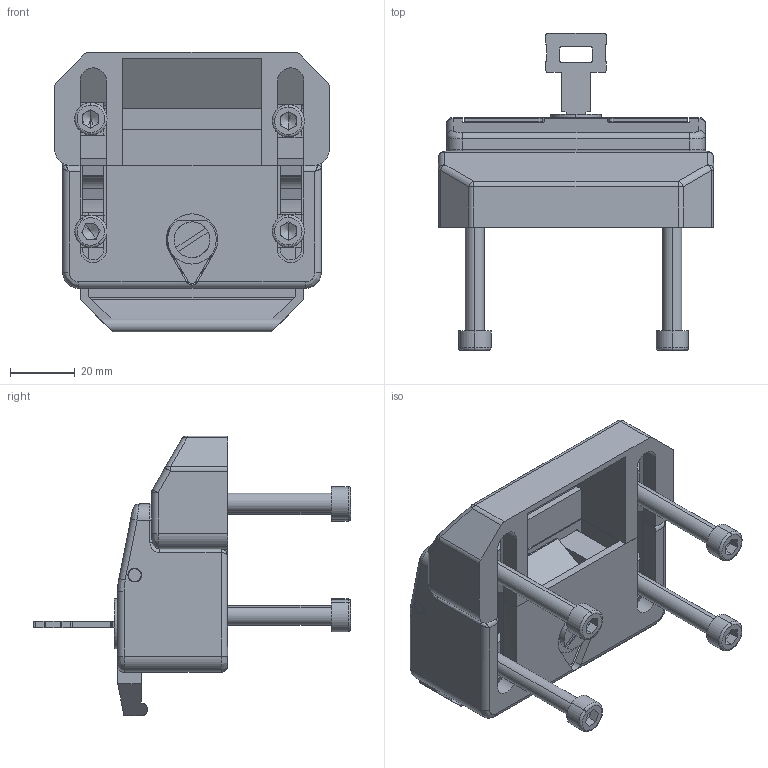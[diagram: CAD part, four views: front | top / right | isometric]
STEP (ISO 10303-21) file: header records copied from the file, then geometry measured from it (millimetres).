
FILE_DESCRIPTION (( 'STEP AP203' ), '1' );
FILE_NAME ('AL-07.31.45.45 Äâåðíîé çàìîê ñ êëþ÷îì.STEP', '2023-08-07T14:04:33', ( '' ), ( '' ), 'SwSTEP 2.0', 'SolidWorks 2021', '' );
FILE_SCHEMA (( 'CONFIG_CONTROL_DESIGN' ));
Length unit declared in the file: millimetre
Products named in the file (1): AL-07.31.45.45 Äâåðíîé çàìîê ñ êëþ÷îì
Bounding box: 85 x 98 x 86.5 mm (x, y, z)
Surface area: 44421.6 mm2 (no closed solid volume)
Topology: 0 solids, 19 shells, 320 faces, 1661 edges, 1327 vertices
Faces by surface type: plane 173, cylinder 105, bspline 30, cone 12
Entity records: 18413 total; most frequent: CARTESIAN_POINT 5956, ORIENTED_EDGE 2331, DIRECTION 2331, EDGE_CURVE 1647, VERTEX_POINT 1327, LINE 1251, VECTOR 1251, AXIS2_PLACEMENT_3D 540
